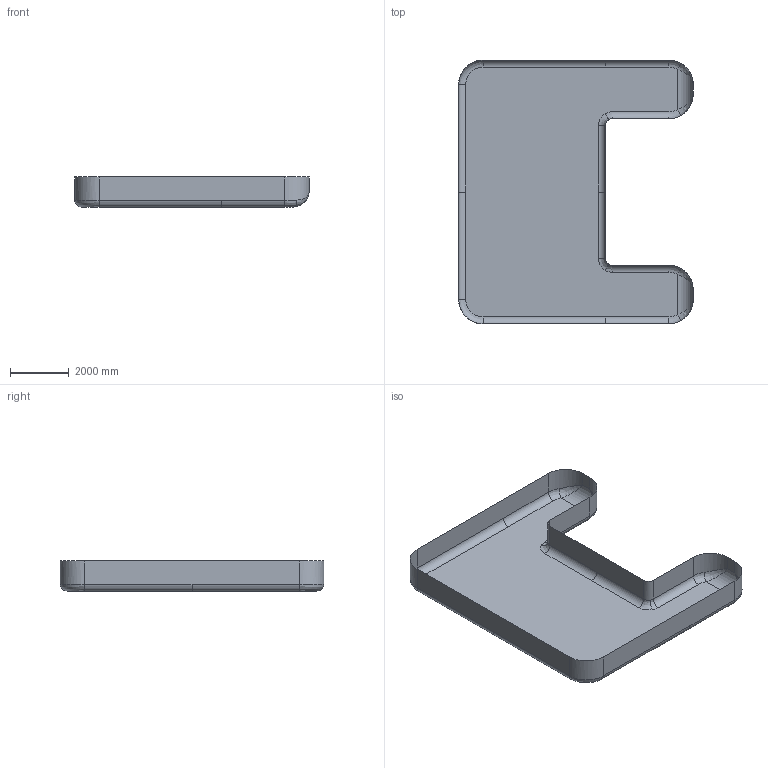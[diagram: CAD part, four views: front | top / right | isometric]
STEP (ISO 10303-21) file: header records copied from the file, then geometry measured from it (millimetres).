
FILE_DESCRIPTION(/* description */ (''),/* implementation_level */ '2;1');
FILE_NAME(/* name */ 'Model_ps',/* time_stamp */ '2025-03-14T10:36:02+01:00',/* author */ (''),/* organization */ (''),/* preprocessor_version */ 'ST-DEVELOPER v19.2',/* originating_system */ 'Rhino 8.16',/* authorisation */ '');
FILE_SCHEMA (('CONFIG_CONTROL_DESIGN'));
Length unit declared in the file: metre
Products named in the file (1): Document
Bounding box: 8000 x 9000 x 1024 mm (x, y, z)
Surface area: 90512574.6 mm2 (no closed solid volume)
Topology: 0 solids, 1 shells, 43 faces, 110 edges, 64 vertices
Faces by surface type: cylinder 20, bspline 14, plane 9
Entity records: 1433 total; most frequent: CARTESIAN_POINT 561, ORIENTED_EDGE 196, EDGE_CURVE 106, DIRECTION 93, VERTEX_POINT 64, AXIS2_PLACEMENT_3D 61, B_SPLINE_CURVE_WITH_KNOTS 48, ADVANCED_FACE 43
